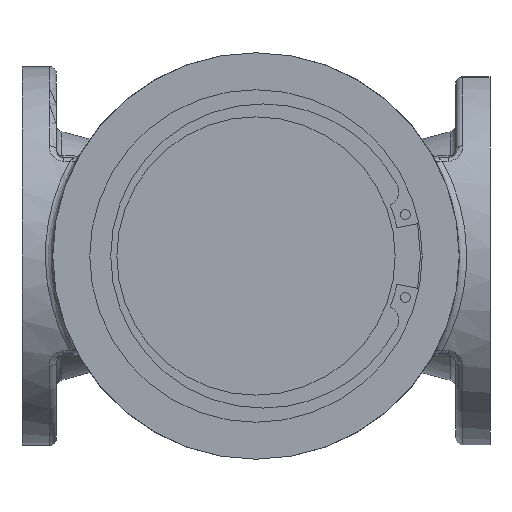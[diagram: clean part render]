
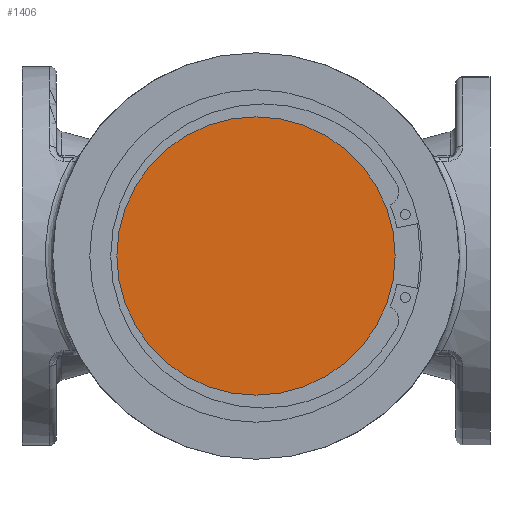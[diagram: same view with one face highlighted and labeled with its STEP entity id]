
A CAD part, left-side view. The second image highlights one B-rep face of the part: STEP entity #1406.
In plain terms, the highlighted planar face has unit normal (-1, 0, 0).
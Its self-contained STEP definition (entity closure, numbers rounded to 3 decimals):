
#1406 = ADVANCED_FACE ( 'NONE', ( #3398 ), #6111, .F. ) ;
#3398 = FACE_OUTER_BOUND ( 'NONE', #29607, .T. ) ;
#6066 = CARTESIAN_POINT ( 'NONE',  ( -86.6, 0., 0. ) ) ;
#6111 = PLANE ( 'NONE',  #11450 ) ;
#6139 = DIRECTION ( 'NONE',  ( 1., 0., 0. ) ) ;
#6141 = DIRECTION ( 'NONE',  ( 0., -1., 0. ) ) ;
#8728 = CIRCLE ( 'NONE', #11840, 61. ) ;
#8741 = CIRCLE ( 'NONE', #11851, 61. ) ;
#11450 = AXIS2_PLACEMENT_3D ( 'NONE', #6066, #6139, #6141 ) ;
#11840 = AXIS2_PLACEMENT_3D ( 'NONE', #16051, #16052, #16053 ) ;
#11851 = AXIS2_PLACEMENT_3D ( 'NONE', #16066, #16084, #16085 ) ;
#16051 = CARTESIAN_POINT ( 'NONE',  ( -86.6, 0., 0. ) ) ;
#16052 = DIRECTION ( 'NONE',  ( -1., 0., 0. ) ) ;
#16053 = DIRECTION ( 'NONE',  ( 0., -1., 0. ) ) ;
#16066 = CARTESIAN_POINT ( 'NONE',  ( -86.6, 0., 0. ) ) ;
#16084 = DIRECTION ( 'NONE',  ( -1., 0., 0. ) ) ;
#16085 = DIRECTION ( 'NONE',  ( 0., -1., 0. ) ) ;
#22307 = EDGE_CURVE ( 'NONE', #38057, #38056, #8728, .T. ) ;
#22329 = EDGE_CURVE ( 'NONE', #38056, #38057, #8741, .T. ) ;
#23563 = CARTESIAN_POINT ( 'NONE',  ( -86.6, 61., 0. ) ) ;
#23564 = CARTESIAN_POINT ( 'NONE',  ( -86.6, -61., 0. ) ) ;
#29607 = EDGE_LOOP ( 'NONE', ( #36938, #36942 ) ) ;
#36938 = ORIENTED_EDGE ( 'NONE', *, *, #22307, .T. ) ;
#36942 = ORIENTED_EDGE ( 'NONE', *, *, #22329, .T. ) ;
#38056 = VERTEX_POINT ( 'NONE', #23563 ) ;
#38057 = VERTEX_POINT ( 'NONE', #23564 ) ;
